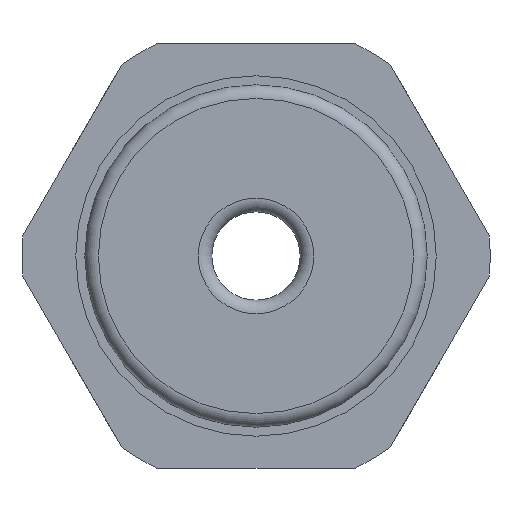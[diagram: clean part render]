
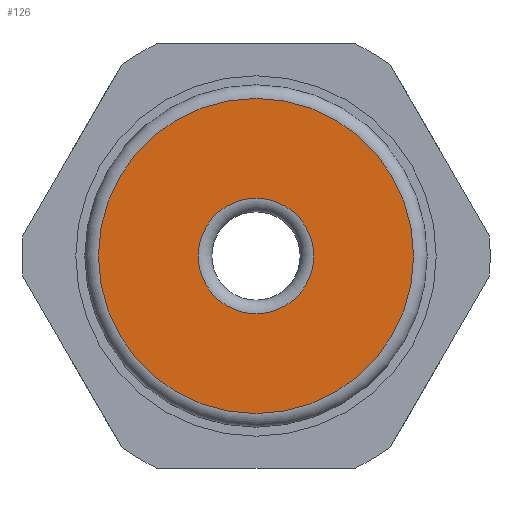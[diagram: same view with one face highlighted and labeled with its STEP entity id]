
A CAD part, left-side view. The second image highlights one B-rep face of the part: STEP entity #126.
In plain terms, the highlighted planar face has unit normal (-1, 0, 0).
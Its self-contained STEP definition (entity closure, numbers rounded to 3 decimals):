
#126 = ADVANCED_FACE( '', ( #307, #308 ), #309, .T. );
#307 = FACE_BOUND( '', #556, .T. );
#308 = FACE_OUTER_BOUND( '', #557, .T. );
#309 = PLANE( '', #558 );
#556 = EDGE_LOOP( '', ( #863 ) );
#557 = EDGE_LOOP( '', ( #864 ) );
#558 = AXIS2_PLACEMENT_3D( '', #865, #866, #867 );
#863 = ORIENTED_EDGE( '', *, *, #1459, .T. );
#864 = ORIENTED_EDGE( '', *, *, #1460, .F. );
#865 = CARTESIAN_POINT( '', ( 0., 8.92, 0. ) );
#866 = DIRECTION( '', ( -1., 0., 0. ) );
#867 = DIRECTION( '', ( 0., 0., 1. ) );
#1459 = EDGE_CURVE( '', #1753, #1753, #1754, .T. );
#1460 = EDGE_CURVE( '', #1755, #1755, #1756, .T. );
#1753 = VERTEX_POINT( '', #2163 );
#1754 = CIRCLE( '', #2164, 3.27 );
#1755 = VERTEX_POINT( '', #2165 );
#1756 = CIRCLE( '', #2166, 8.92 );
#2163 = CARTESIAN_POINT( '', ( 0., 0., -3.27 ) );
#2164 = AXIS2_PLACEMENT_3D( '', #2626, #2627, #2628 );
#2165 = CARTESIAN_POINT( '', ( 0., 0., -8.92 ) );
#2166 = AXIS2_PLACEMENT_3D( '', #2629, #2630, #2631 );
#2626 = CARTESIAN_POINT( '', ( 0., 0., 0. ) );
#2627 = DIRECTION( '', ( 1., 0., 0. ) );
#2628 = DIRECTION( '', ( 0., 0., -1. ) );
#2629 = CARTESIAN_POINT( '', ( 0., 0., 0. ) );
#2630 = DIRECTION( '', ( 1., 0., 0. ) );
#2631 = DIRECTION( '', ( 0., 0., -1. ) );
